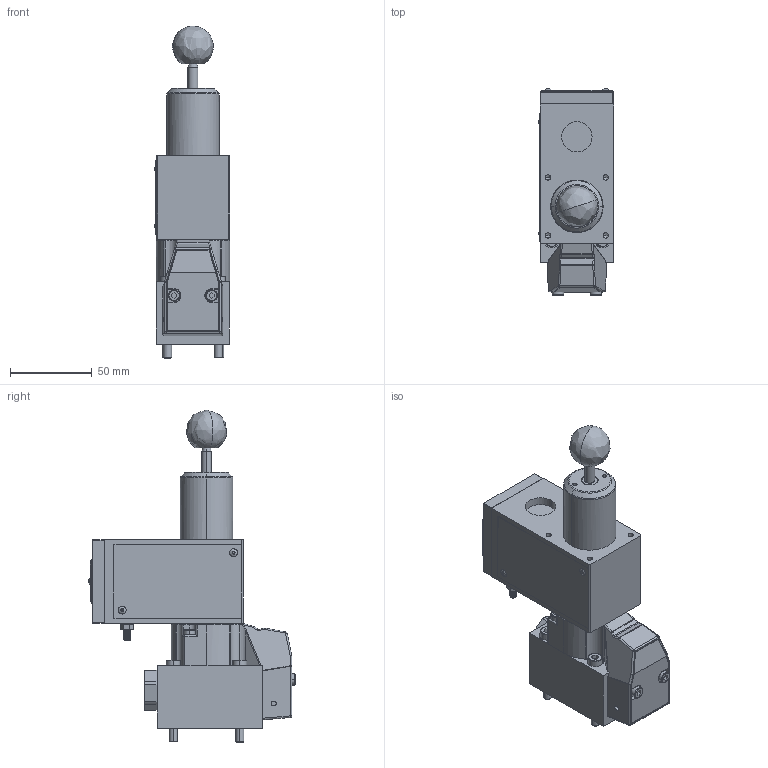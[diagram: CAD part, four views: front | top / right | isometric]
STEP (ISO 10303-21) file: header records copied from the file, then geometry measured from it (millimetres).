
FILE_DESCRIPTION (( 'STEP AP214' ), '1' );
FILE_NAME ('M3-SEW6-800900.STEP', '2016-01-20T09:34:08', ( '' ), ( '' ), 'SwSTEP 2.0', 'SolidWorks 2012', '' );
FILE_SCHEMA (( 'AUTOMOTIVE_DESIGN' ));
Length unit declared in the file: millimetre
Products named in the file (1): M3-SEW6-800900
Bounding box: 46.1 x 125.9 x 202.58 mm (x, y, z)
Volume: 438672.7 mm3; surface area: 87341.7 mm2
Topology: 24 solids, 48 shells, 1096 faces, 2488 edges, 1495 vertices
Faces by surface type: cylinder 384, plane 365, cone 207, bspline 132, torus 8
Entity records: 47217 total; most frequent: CARTESIAN_POINT 11063, DIRECTION 5061, ORIENTED_EDGE 4828, EDGE_CURVE 2414, AXIS2_PLACEMENT_3D 1979, VERTEX_POINT 1495, EDGE_LOOP 1207, UNCERTAINTY_MEASURE_WITH_UNIT 1122
